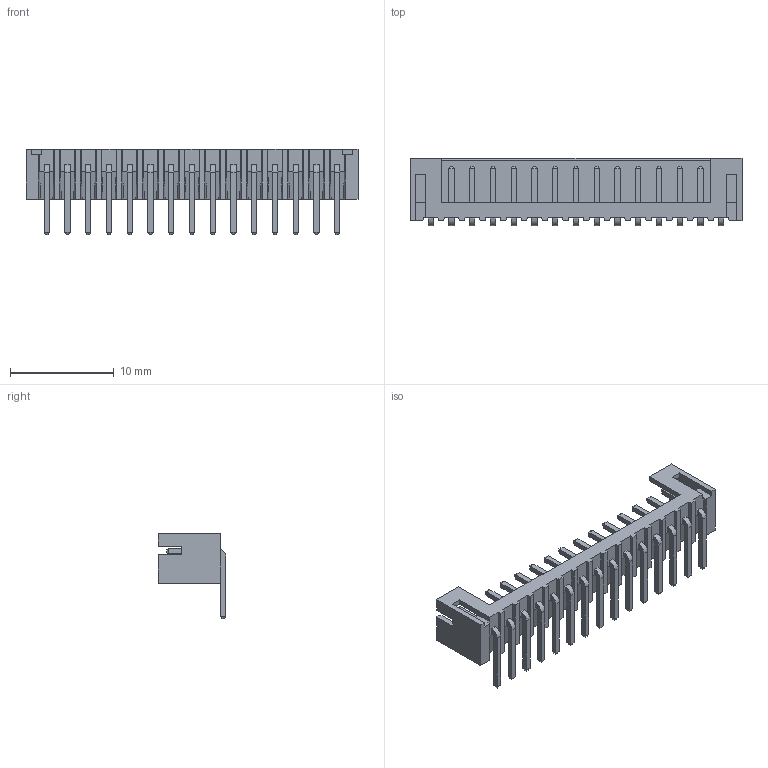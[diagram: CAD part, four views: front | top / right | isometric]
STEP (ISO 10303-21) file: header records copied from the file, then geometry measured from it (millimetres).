
FILE_DESCRIPTION(('STEP AP214'), '1');
FILE_NAME('DS1066', '2019-04-17T17:28:27', ('Nobody'), (''), 'ASCON STEP Converter 1.3', 'ASCON Math Kernel', '');
FILE_SCHEMA(('AUTOMOTIVE_DESIGN { 1 0 10303 214 3 1 1}'));
Length unit declared in the file: millimetre
Assembly tree (16 placements, depth 2):
  (unnamed)
    (unnamed)
    (unnamed)  x15
Bounding box: 32 x 6.5 x 8.2 mm (x, y, z)
Volume: 320.3 mm3; surface area: 1231.1 mm2
Topology: 16 solids, 16 shells, 380 faces, 932 edges, 580 vertices
Faces by surface type: plane 350, cylinder 30
Entity records: 5658 total; most frequent: CARTESIAN_POINT 761, ORIENTED_EDGE 744, DIRECTION 666, EDGE_CURVE 372, LINE 368, VECTOR 368, VERTEX_POINT 244, AXIS2_PLACEMENT_3D 149
